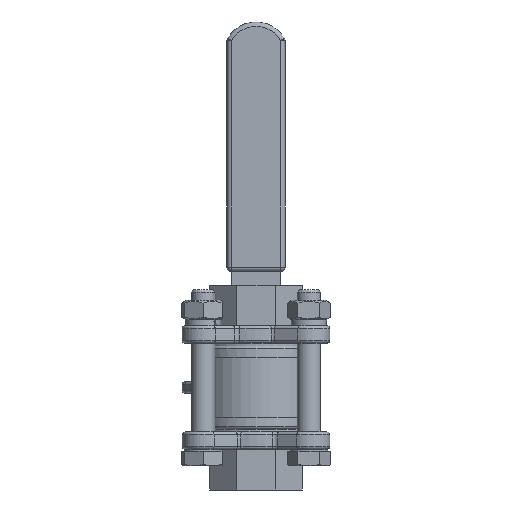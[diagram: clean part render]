
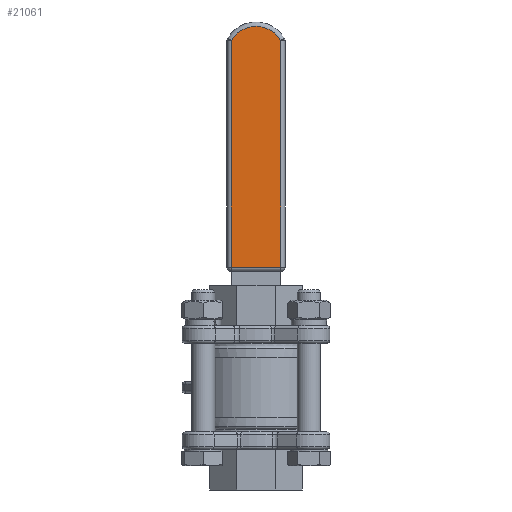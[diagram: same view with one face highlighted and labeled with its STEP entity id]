
A CAD part, front view. The second image highlights one B-rep face of the part: STEP entity #21061.
In plain terms, the highlighted planar face has unit normal (0, -1, 0).
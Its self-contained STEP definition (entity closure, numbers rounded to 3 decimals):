
#2591=LINE('',#36497,#4088);
#2593=LINE('',#36500,#4090);
#2595=LINE('',#36503,#4092);
#4088=VECTOR('',#26762,10.);
#4090=VECTOR('',#26766,10.);
#4092=VECTOR('',#26770,10.);
#4762=PLANE('',#22672);
#5813=FACE_OUTER_BOUND('',#7067,.T.);
#7067=EDGE_LOOP('',(#17714,#17715,#17716,#17717));
#7928=CIRCLE('',#22661,9.833);
#9585=VERTEX_POINT('',#36407);
#9588=VERTEX_POINT('',#36414);
#9591=VERTEX_POINT('',#36421);
#9599=VERTEX_POINT('',#36442);
#12335=EDGE_CURVE('',#9588,#9599,#7928,.T.);
#12337=EDGE_CURVE('',#9599,#9591,#2591,.T.);
#12339=EDGE_CURVE('',#9591,#9585,#2593,.T.);
#12341=EDGE_CURVE('',#9585,#9588,#2595,.T.);
#17714=ORIENTED_EDGE('',*,*,#12335,.F.);
#17715=ORIENTED_EDGE('',*,*,#12341,.F.);
#17716=ORIENTED_EDGE('',*,*,#12339,.F.);
#17717=ORIENTED_EDGE('',*,*,#12337,.F.);
#21061=ADVANCED_FACE('',(#5813),#4762,.F.);
#22661=AXIS2_PLACEMENT_3D('',#36494,#26756,#26757);
#22672=AXIS2_PLACEMENT_3D('',#36894,#26824,#26825);
#26756=DIRECTION('center_axis',(0.,1.,0.));
#26757=DIRECTION('ref_axis',(0.,0.,
1.));
#26762=DIRECTION('',(0.,0.,-1.));
#26766=DIRECTION('',(-1.,0.,0.));
#26770=DIRECTION('',(0.,0.,1.));
#26824=DIRECTION('center_axis',(0.,1.,0.));
#26825=DIRECTION('ref_axis',(0.,0.,
1.));
#36407=CARTESIAN_POINT('',(-8.5,56.,41.5));
#36414=CARTESIAN_POINT('',(-8.5,56.,119.611));
#36421=CARTESIAN_POINT('',(8.5,56.,41.5));
#36442=CARTESIAN_POINT('',(8.5,56.,119.611));
#36494=CARTESIAN_POINT('Origin',(0.,56.,114.667));
#36497=CARTESIAN_POINT('',(8.5,56.,100.018));
#36500=CARTESIAN_POINT('',(5.,56.,41.5));
#36503=CARTESIAN_POINT('',(-8.5,56.,60.018));
#36894=CARTESIAN_POINT('Origin',(0.,56.,80.035));
